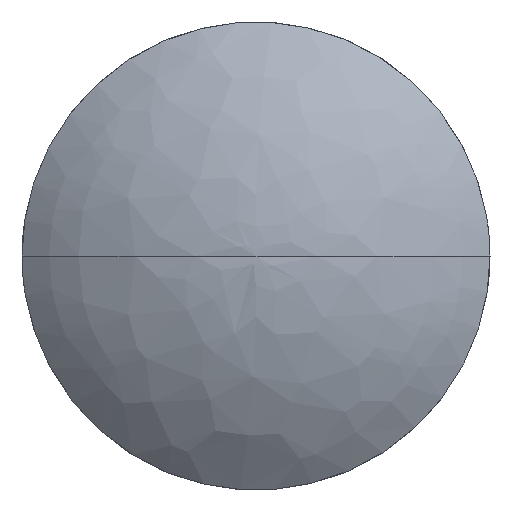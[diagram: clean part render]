
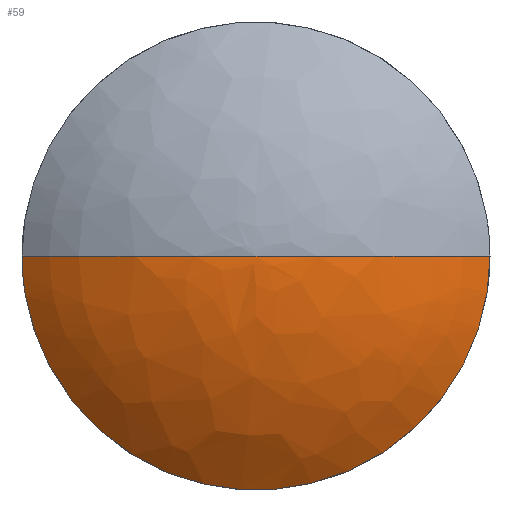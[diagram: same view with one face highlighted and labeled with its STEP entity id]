
A CAD part, left-side view. The second image highlights one B-rep face of the part: STEP entity #59.
In plain terms, the highlighted free-form (B-spline) face has degree [2, 2] with [9, 5] control points.
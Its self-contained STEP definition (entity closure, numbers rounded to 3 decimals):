
#59=ADVANCED_FACE('',(#114),#695,.T.);
#114=FACE_OUTER_BOUND('',#168,.T.);
#168=EDGE_LOOP('',(#340,#341,#342));
#340=ORIENTED_EDGE('',*,*,#472,.F.);
#341=ORIENTED_EDGE('',*,*,#471,.T.);
#342=ORIENTED_EDGE('',*,*,#470,.F.);
#470=EDGE_CURVE('',#653,#652,#594,.T.);
#471=EDGE_CURVE('',#654,#652,#595,.T.);
#472=EDGE_CURVE('',#654,#653,#596,.T.);
#594=(
BOUNDED_CURVE()
B_SPLINE_CURVE(2,(#2017,#2018,#2019,#2020,#2021),.UNSPECIFIED.,.F.,.F.)
B_SPLINE_CURVE_WITH_KNOTS((3,2,3),(-37.699,-18.85,
0.),.UNSPECIFIED.)
CURVE()
GEOMETRIC_REPRESENTATION_ITEM()
RATIONAL_B_SPLINE_CURVE((1.,0.707,1.,0.707,1.))
REPRESENTATION_ITEM('')
);
#595=(
BOUNDED_CURVE()
B_SPLINE_CURVE(2,(#2022,#2023,#2024),.UNSPECIFIED.,.F.,.F.)
B_SPLINE_CURVE_WITH_KNOTS((3,3),(-1.571,-0.887),
 .UNSPECIFIED.)
CURVE()
GEOMETRIC_REPRESENTATION_ITEM()
RATIONAL_B_SPLINE_CURVE((1.,0.942,1.))
REPRESENTATION_ITEM('')
);
#596=(
BOUNDED_CURVE()
B_SPLINE_CURVE(2,(#2025,#2026,#2027),.UNSPECIFIED.,.F.,.F.)
B_SPLINE_CURVE_WITH_KNOTS((3,3),(-12.988,0.),.UNSPECIFIED.)
CURVE()
GEOMETRIC_REPRESENTATION_ITEM()
RATIONAL_B_SPLINE_CURVE((1.,0.942,1.))
REPRESENTATION_ITEM('')
);
#652=VERTEX_POINT('',#1972);
#653=VERTEX_POINT('',#1973);
#654=VERTEX_POINT('',#1974);
#695=(
BOUNDED_SURFACE()
B_SPLINE_SURFACE(2,2,((#1763,#1764,#1765,#1766,#1767),(#1768,#1769,#1770,
#1771,#1772),(#1773,#1774,#1775,#1776,#1777),(#1778,#1779,#1780,#1781,#1782),
(#1783,#1784,#1785,#1786,#1787),(#1788,#1789,#1790,#1791,#1792),(#1793,
#1794,#1795,#1796,#1797),(#1798,#1799,#1800,#1801,#1802),(#1803,#1804,#1805,
#1806,#1807)),.UNSPECIFIED.,.T.,.F.,.F.)
B_SPLINE_SURFACE_WITH_KNOTS((3,2,2,2,3),(3,2,3),(0.,1.571,3.142,
4.712,6.283),(-1.571,0.,1.571),
 .UNSPECIFIED.)
GEOMETRIC_REPRESENTATION_ITEM()
RATIONAL_B_SPLINE_SURFACE(((1.,0.707,1.,0.707,1.),
(0.707,0.5,0.707,0.5,0.707),(1.,0.707,
1.,0.707,1.),(0.707,0.5,0.707,0.5,0.707),
(1.,0.707,1.,0.707,1.),(0.707,0.5,0.707,
0.5,0.707),(1.,0.707,1.,0.707,1.),(0.707,
0.5,0.707,0.5,0.707),(1.,0.707,1.,0.707,
1.)))
REPRESENTATION_ITEM('')
SURFACE()
);
#1763=CARTESIAN_POINT('',(-31.,0.,-4.));
#1764=CARTESIAN_POINT('',(-31.,19.,-4.));
#1765=CARTESIAN_POINT('',(-12.,19.,-4.));
#1766=CARTESIAN_POINT('',(7.,19.,-4.));
#1767=CARTESIAN_POINT('',(7.,0.,-4.));
#1768=CARTESIAN_POINT('',(-31.,0.,-4.));
#1769=CARTESIAN_POINT('',(-31.,19.,15.));
#1770=CARTESIAN_POINT('',(-12.,19.,15.));
#1771=CARTESIAN_POINT('',(7.,19.,15.));
#1772=CARTESIAN_POINT('',(7.,0.,-4.));
#1773=CARTESIAN_POINT('',(-31.,0.,-4.));
#1774=CARTESIAN_POINT('',(-31.,0.,15.));
#1775=CARTESIAN_POINT('',(-12.,0.,15.));
#1776=CARTESIAN_POINT('',(7.,0.,15.));
#1777=CARTESIAN_POINT('',(7.,0.,-4.));
#1778=CARTESIAN_POINT('',(-31.,0.,-4.));
#1779=CARTESIAN_POINT('',(-31.,-19.,15.));
#1780=CARTESIAN_POINT('',(-12.,-19.,15.));
#1781=CARTESIAN_POINT('',(7.,-19.,15.));
#1782=CARTESIAN_POINT('',(7.,0.,-4.));
#1783=CARTESIAN_POINT('',(-31.,0.,-4.));
#1784=CARTESIAN_POINT('',(-31.,-19.,-4.));
#1785=CARTESIAN_POINT('',(-12.,-19.,-4.));
#1786=CARTESIAN_POINT('',(7.,-19.,-4.));
#1787=CARTESIAN_POINT('',(7.,0.,-4.));
#1788=CARTESIAN_POINT('',(-31.,0.,-4.));
#1789=CARTESIAN_POINT('',(-31.,-19.,-23.));
#1790=CARTESIAN_POINT('',(-12.,-19.,-23.));
#1791=CARTESIAN_POINT('',(7.,-19.,-23.));
#1792=CARTESIAN_POINT('',(7.,0.,-4.));
#1793=CARTESIAN_POINT('',(-31.,0.,-4.));
#1794=CARTESIAN_POINT('',(-31.,0.,-23.));
#1795=CARTESIAN_POINT('',(-12.,0.,-23.));
#1796=CARTESIAN_POINT('',(7.,0.,-23.));
#1797=CARTESIAN_POINT('',(7.,0.,-4.));
#1798=CARTESIAN_POINT('',(-31.,0.,-4.));
#1799=CARTESIAN_POINT('',(-31.,19.,-23.));
#1800=CARTESIAN_POINT('',(-12.,19.,-23.));
#1801=CARTESIAN_POINT('',(7.,19.,-23.));
#1802=CARTESIAN_POINT('',(7.,0.,-4.));
#1803=CARTESIAN_POINT('',(-31.,0.,-4.));
#1804=CARTESIAN_POINT('',(-31.,19.,-4.));
#1805=CARTESIAN_POINT('',(-12.,19.,-4.));
#1806=CARTESIAN_POINT('',(7.,19.,-4.));
#1807=CARTESIAN_POINT('',(7.,0.,-4.));
#1972=CARTESIAN_POINT('',(-26.731,12.,-4.));
#1973=CARTESIAN_POINT('',(-26.731,-12.,-4.));
#1974=CARTESIAN_POINT('',(-31.,0.,-4.));
#2017=CARTESIAN_POINT('',(-26.731,-12.,-4.));
#2018=CARTESIAN_POINT('',(-26.731,-12.,-16.));
#2019=CARTESIAN_POINT('',(-26.731,0.,-16.));
#2020=CARTESIAN_POINT('',(-26.731,12.,-16.));
#2021=CARTESIAN_POINT('',(-26.731,12.,-4.));
#2022=CARTESIAN_POINT('',(-31.,0.,-4.));
#2023=CARTESIAN_POINT('',(-31.,6.759,-4.));
#2024=CARTESIAN_POINT('',(-26.731,12.,-4.));
#2025=CARTESIAN_POINT('',(-31.,0.,-4.));
#2026=CARTESIAN_POINT('',(-31.,-6.759,-4.));
#2027=CARTESIAN_POINT('',(-26.731,-12.,-4.));
